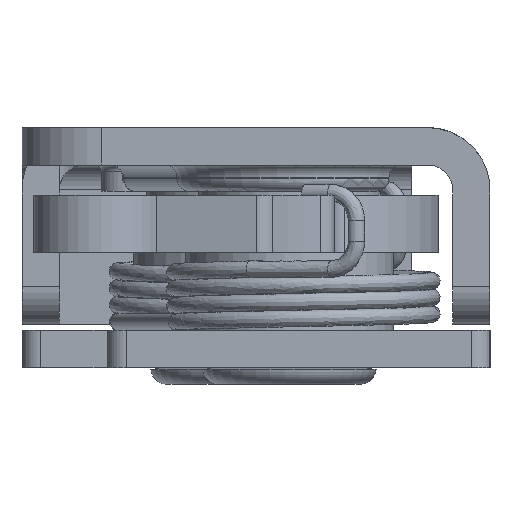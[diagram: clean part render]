
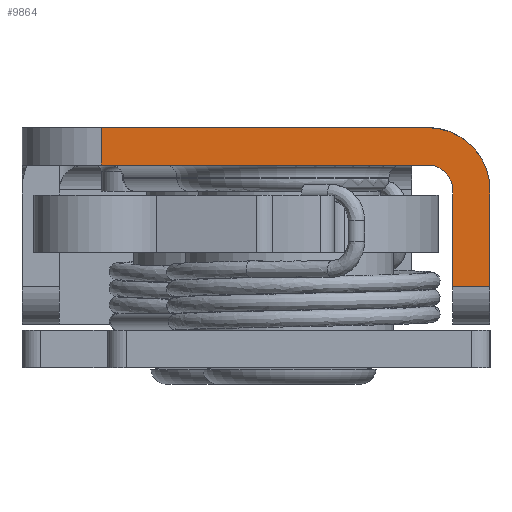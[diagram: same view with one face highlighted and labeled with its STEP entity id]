
A CAD part, left-side view. The second image highlights one B-rep face of the part: STEP entity #9864.
In plain terms, the highlighted planar face has unit normal (-1, 0, 0).
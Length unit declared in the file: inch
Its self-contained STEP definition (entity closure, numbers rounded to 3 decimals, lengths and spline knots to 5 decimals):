
#268=CIRCLE('',#10578,0.1497);
#269=CIRCLE('',#10579,0.06);
#838=PLANE('',#10577);
#1274=FACE_OUTER_BOUND('',#1841,.T.);
#1841=EDGE_LOOP('',(#8311,#8312,#8313,#8314,#8315,#8316,#8317,#8318));
#2641=LINE('',#15472,#3665);
#2727=LINE('',#15877,#3751);
#2762=LINE('',#15989,#3786);
#2763=LINE('',#15992,#3787);
#2764=LINE('',#15994,#3788);
#2765=LINE('',#15997,#3789);
#3665=VECTOR('',#11889,0.3937);
#3751=VECTOR('',#12191,0.3937);
#3786=VECTOR('',#12310,0.3937);
#3787=VECTOR('',#12313,0.3937);
#3788=VECTOR('',#12316,0.3937);
#3789=VECTOR('',#12319,0.3937);
#4737=VERTEX_POINT('',#15469);
#4738=VERTEX_POINT('',#15471);
#4841=VERTEX_POINT('',#15874);
#4842=VERTEX_POINT('',#15876);
#4875=VERTEX_POINT('',#15983);
#4877=VERTEX_POINT('',#15987);
#4878=VERTEX_POINT('',#15991);
#4879=VERTEX_POINT('',#15995);
#5887=EDGE_CURVE('',#4738,#4737,#2641,.T.);
#6035=EDGE_CURVE('',#4841,#4842,#2727,.T.);
#6090=EDGE_CURVE('',#4875,#4877,#2762,.T.);
#6091=EDGE_CURVE('',#4878,#4877,#2763,.T.);
#6092=EDGE_CURVE('',#4878,#4738,#268,.T.);
#6093=EDGE_CURVE('',#4737,#4842,#2764,.T.);
#6094=EDGE_CURVE('',#4841,#4879,#269,.T.);
#6095=EDGE_CURVE('',#4879,#4875,#2765,.T.);
#8311=ORIENTED_EDGE('',*,*,#6090,.T.);
#8312=ORIENTED_EDGE('',*,*,#6091,.F.);
#8313=ORIENTED_EDGE('',*,*,#6092,.T.);
#8314=ORIENTED_EDGE('',*,*,#5887,.T.);
#8315=ORIENTED_EDGE('',*,*,#6093,.T.);
#8316=ORIENTED_EDGE('',*,*,#6035,.F.);
#8317=ORIENTED_EDGE('',*,*,#6094,.T.);
#8318=ORIENTED_EDGE('',*,*,#6095,.T.);
#9864=ADVANCED_FACE('',(#1274),#838,.F.);
#10577=AXIS2_PLACEMENT_3D('',#15990,#12311,#12312);
#10578=AXIS2_PLACEMENT_3D('',#15993,#12314,#12315);
#10579=AXIS2_PLACEMENT_3D('',#15996,#12317,#12318);
#11889=DIRECTION('',(0.,1.,0.));
#12191=DIRECTION('',(0.,1.,0.));
#12310=DIRECTION('',(0.,-1.,0.));
#12311=DIRECTION('center_axis',(1.,0.,0.));
#12312=DIRECTION('ref_axis',(0.,0.,-1.));
#12313=DIRECTION('',(0.,0.,-1.));
#12314=DIRECTION('center_axis',(-1.,0.,0.));
#12315=DIRECTION('ref_axis',(0.,-0.707,0.707));
#12316=DIRECTION('',(0.,0.,-1.));
#12317=DIRECTION('center_axis',(1.,0.,0.));
#12318=DIRECTION('ref_axis',(0.,-0.707,0.707));
#12319=DIRECTION('',(0.,0.,-1.));
#15469=CARTESIAN_POINT('',(-1.298,0.328,0.));
#15471=CARTESIAN_POINT('',(-1.298,-0.4573,0.));
#15472=CARTESIAN_POINT('',(-1.298,-0.607,0.));
#15874=CARTESIAN_POINT('',(-1.298,-0.4573,-0.0897));
#15876=CARTESIAN_POINT('',(-1.298,0.328,-0.0897));
#15877=CARTESIAN_POINT('',(-1.298,0.368,-0.0897));
#15983=CARTESIAN_POINT('',(-1.298,-0.5173,-0.3822));
#15987=CARTESIAN_POINT('',(-1.298,-0.607,-0.3822));
#15989=CARTESIAN_POINT('',(-1.298,-0.58458,-0.3822));
#15990=CARTESIAN_POINT('Origin',(-1.298,-0.607,0.));
#15991=CARTESIAN_POINT('',(-1.298,-0.607,-0.1497));
#15992=CARTESIAN_POINT('',(-1.298,-0.607,0.));
#15993=CARTESIAN_POINT('Origin',(-1.298,-0.4573,-0.1497));
#15994=CARTESIAN_POINT('',(-1.298,0.328,-0.02243));
#15995=CARTESIAN_POINT('',(-1.298,-0.5173,-0.1497));
#15996=CARTESIAN_POINT('Origin',(-1.298,-0.4573,-0.1497));
#15997=CARTESIAN_POINT('',(-1.298,-0.5173,-0.0897));
